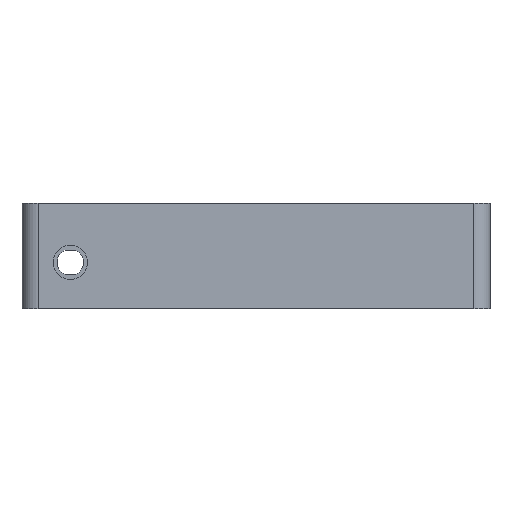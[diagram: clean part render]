
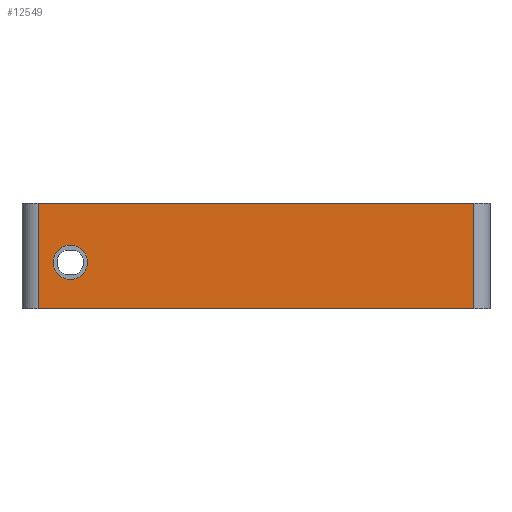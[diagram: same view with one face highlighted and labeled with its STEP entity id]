
A CAD part, front view. The second image highlights one B-rep face of the part: STEP entity #12549.
In plain terms, the highlighted planar face has unit normal (0, -1, 0).
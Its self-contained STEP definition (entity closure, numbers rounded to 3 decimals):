
#528 = VECTOR ( 'NONE', #14399, 1000. ) ;
#966 = CARTESIAN_POINT ( 'NONE',  ( 0., 0., 5. ) ) ;
#1077 = LINE ( 'NONE', #8994, #528 ) ;
#1171 = CARTESIAN_POINT ( 'NONE',  ( 0., 0., 5. ) ) ;
#1326 = ORIENTED_EDGE ( 'NONE', *, *, #16662, .F. ) ;
#1387 = FACE_OUTER_BOUND ( 'NONE', #14036, .T. ) ;
#1394 = CARTESIAN_POINT ( 'NONE',  ( 20.65, 0., -27.6 ) ) ;
#2337 = CIRCLE ( 'NONE', #12433, 7.4 ) ;
#2522 = DIRECTION ( 'NONE',  ( 0., 0., 1. ) ) ;
#2546 = VERTEX_POINT ( 'NONE', #6999 ) ;
#2600 = EDGE_CURVE ( 'NONE', #11517, #9756, #1077, .T. ) ;
#3066 = CARTESIAN_POINT ( 'NONE',  ( 7., 0., -40. ) ) ;
#3548 = VECTOR ( 'NONE', #16303, 1000. ) ;
#4874 = DIRECTION ( 'NONE',  ( 0., 0., -1. ) ) ;
#4878 = LINE ( 'NONE', #1171, #3548 ) ;
#5502 = VERTEX_POINT ( 'NONE', #1394 ) ;
#5777 = EDGE_CURVE ( 'NONE', #20153, #7227, #12171, .T. ) ;
#6999 = CARTESIAN_POINT ( 'NONE',  ( 20.65, 0., -12.8 ) ) ;
#7135 = ORIENTED_EDGE ( 'NONE', *, *, #10554, .F. ) ;
#7227 = VERTEX_POINT ( 'NONE', #10148 ) ;
#8994 = CARTESIAN_POINT ( 'NONE',  ( 7., 0., 5. ) ) ;
#9567 = DIRECTION ( 'NONE',  ( 0., 0., 1. ) ) ;
#9756 = VERTEX_POINT ( 'NONE', #3066 ) ;
#10148 = CARTESIAN_POINT ( 'NONE',  ( 193., 0., 5. ) ) ;
#10208 = AXIS2_PLACEMENT_3D ( 'NONE', #966, #16410, #2522 ) ;
#10554 = EDGE_CURVE ( 'NONE', #5502, #2546, #2337, .T. ) ;
#11517 = VERTEX_POINT ( 'NONE', #18295 ) ;
#11526 = DIRECTION ( 'NONE',  ( 0., 0., -1. ) ) ;
#11601 = ORIENTED_EDGE ( 'NONE', *, *, #17558, .T. ) ;
#12171 = LINE ( 'NONE', #17875, #19679 ) ;
#12433 = AXIS2_PLACEMENT_3D ( 'NONE', #21824, #13242, #4874 ) ;
#12549 = ADVANCED_FACE ( 'NONE', ( #16134, #1387 ), #12832, .F. ) ;
#12832 = PLANE ( 'NONE',  #10208 ) ;
#12960 = CIRCLE ( 'NONE', #15367, 7.4 ) ;
#13164 = DIRECTION ( 'NONE',  ( 0., -1., 0. ) ) ;
#13242 = DIRECTION ( 'NONE',  ( 0., -1., 0. ) ) ;
#14036 = EDGE_LOOP ( 'NONE', ( #1326, #16528, #11601, #14790 ) ) ;
#14202 = ORIENTED_EDGE ( 'NONE', *, *, #19327, .F. ) ;
#14399 = DIRECTION ( 'NONE',  ( 0., 0., -1. ) ) ;
#14790 = ORIENTED_EDGE ( 'NONE', *, *, #5777, .T. ) ;
#15367 = AXIS2_PLACEMENT_3D ( 'NONE', #18190, #13164, #11526 ) ;
#16039 = EDGE_LOOP ( 'NONE', ( #7135, #14202 ) ) ;
#16134 = FACE_BOUND ( 'NONE', #16039, .T. ) ;
#16187 = CARTESIAN_POINT ( 'NONE',  ( 193., 0., -40. ) ) ;
#16241 = DIRECTION ( 'NONE',  ( 1., 0., 0. ) ) ;
#16303 = DIRECTION ( 'NONE',  ( 1., 0., 0. ) ) ;
#16410 = DIRECTION ( 'NONE',  ( 0., 1., 0. ) ) ;
#16528 = ORIENTED_EDGE ( 'NONE', *, *, #2600, .T. ) ;
#16662 = EDGE_CURVE ( 'NONE', #11517, #7227, #4878, .T. ) ;
#17558 = EDGE_CURVE ( 'NONE', #9756, #20153, #18131, .T. ) ;
#17875 = CARTESIAN_POINT ( 'NONE',  ( 193., 0., 5. ) ) ;
#18131 = LINE ( 'NONE', #19719, #20292 ) ;
#18190 = CARTESIAN_POINT ( 'NONE',  ( 20.65, 0., -20.2 ) ) ;
#18295 = CARTESIAN_POINT ( 'NONE',  ( 7., 0., 5. ) ) ;
#19327 = EDGE_CURVE ( 'NONE', #2546, #5502, #12960, .T. ) ;
#19679 = VECTOR ( 'NONE', #9567, 1000. ) ;
#19719 = CARTESIAN_POINT ( 'NONE',  ( 0., 0., -40. ) ) ;
#20153 = VERTEX_POINT ( 'NONE', #16187 ) ;
#20292 = VECTOR ( 'NONE', #16241, 1000. ) ;
#21824 = CARTESIAN_POINT ( 'NONE',  ( 20.65, 0., -20.2 ) ) ;
